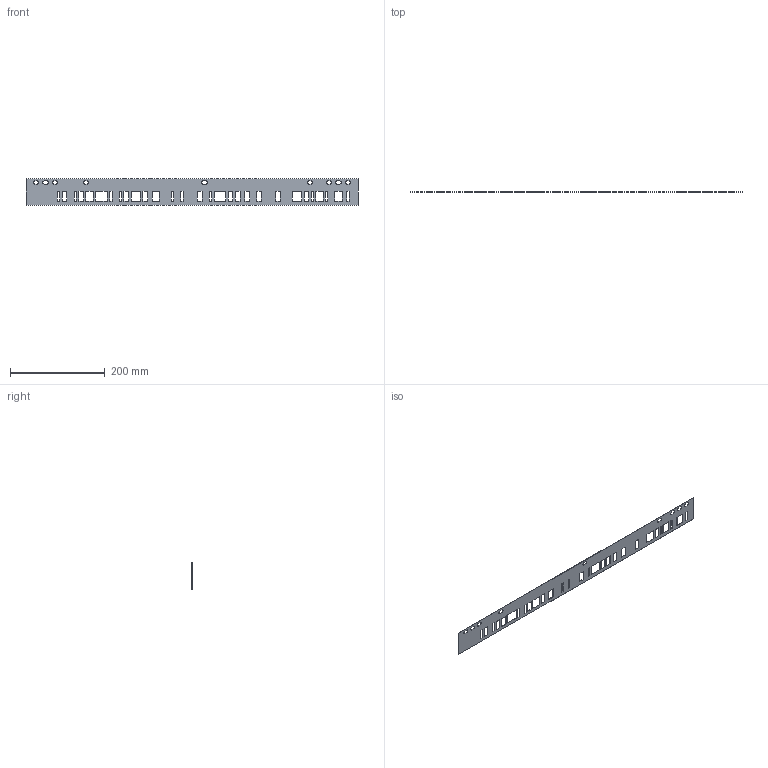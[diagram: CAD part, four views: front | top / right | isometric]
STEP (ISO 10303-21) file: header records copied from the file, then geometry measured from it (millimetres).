
FILE_DESCRIPTION((''),'2;1');
FILE_NAME('DM_CAD-1914','2013-12-18T',('creinig-se'),(''),'PRO/ENGINEER BY PARAMETRIC TECHNOLOGY CORPORATION, 2013050','PRO/ENGINEER BY PARAMETRIC TECHNOLOGY CORPORATION, 2013050','');
FILE_SCHEMA(('CONFIG_CONTROL_DESIGN'));
Length unit declared in the file: millimetre
Products named in the file (1): DM_CAD-1914
Bounding box: 700 x 0.5 x 55 mm (x, y, z)
Volume: 15711.7 mm3; surface area: 64656.8 mm2
Topology: 1 solids, 1 shells, 158 faces, 504 edges, 348 vertices
Faces by surface type: plane 140, cylinder 18
Entity records: 7312 total; most frequent: CARTESIAN_POINT 1010, ORIENTED_EDGE 1008, DIRECTION 892, PRESENTATION_STYLE_ASSIGNMENT 505, STYLED_ITEM 505, CURVE_STYLE 504, EDGE_CURVE 504, VECTOR 432
